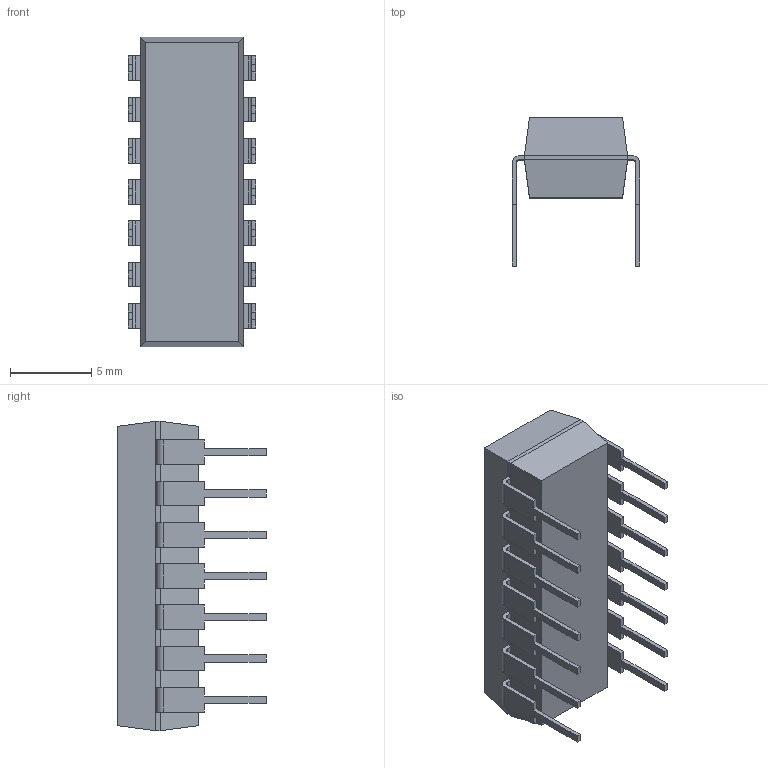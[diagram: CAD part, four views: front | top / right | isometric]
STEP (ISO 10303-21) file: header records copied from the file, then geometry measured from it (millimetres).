
FILE_DESCRIPTION (( 'STEP AP214' ), '1' );
FILE_NAME ('MCP4922-E(slash)P.STEP', '2021-07-12T19:27:22', ( '' ), ( '' ), 'SwSTEP 2.0', 'SolidWorks 2017', '' );
FILE_SCHEMA (( 'AUTOMOTIVE_DESIGN' ));
Length unit declared in the file: inch
Products named in the file (1): MCP4922-E(slash)P
Bounding box: 7.87 x 9.14 x 19.05 mm (x, y, z)
Volume: 586 mm3; surface area: 716.1 mm2
Topology: 16 solids, 16 shells, 222 faces, 557 edges, 368 vertices
Faces by surface type: plane 188, cylinder 34
Entity records: 6754 total; most frequent: CARTESIAN_POINT 1148, ORIENTED_EDGE 1114, DIRECTION 1071, EDGE_CURVE 557, VECTOR 489, LINE 489, VERTEX_POINT 368, AXIS2_PLACEMENT_3D 291
